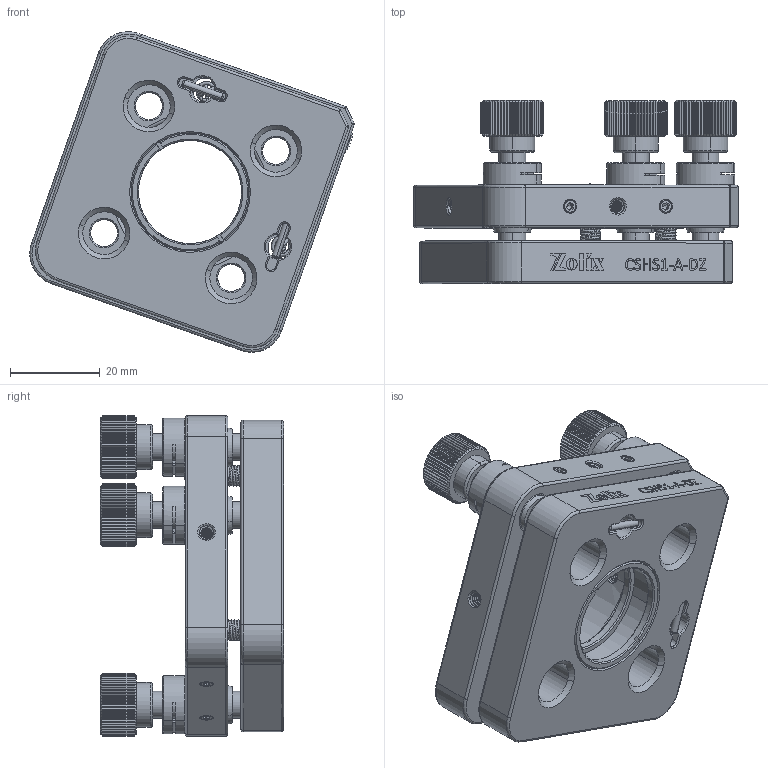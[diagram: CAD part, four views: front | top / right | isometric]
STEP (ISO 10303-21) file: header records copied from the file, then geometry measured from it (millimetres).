
FILE_DESCRIPTION (( 'STEP AP203' ), '1' );
FILE_NAME ('CSHS1-A-DZ.STEP', '2025-09-10T01:57:14', ( '' ), ( '' ), 'SwSTEP 2.0', 'SolidWorks 2020', '' );
FILE_SCHEMA (( 'CONFIG_CONTROL_DESIGN' ));
Products named in the file (1): CSHS1-A-DZ
Bounding box: 72.28 x 40.79 x 71.4 mm (x, y, z)
Volume: 52315.4 mm3; surface area: 30286.5 mm2
Topology: 29 solids, 29 shells, 1704 faces, 4766 edges, 3116 vertices
Faces by surface type: cylinder 704, plane 658, cone 227, bspline 51, torus 44, sphere 20
Entity records: 81590 total; most frequent: CARTESIAN_POINT 40725, ORIENTED_EDGE 9426, DIRECTION 7585, EDGE_CURVE 4713, VERTEX_POINT 3110, AXIS2_PLACEMENT_3D 2833, VECTOR 1919, LINE 1919
